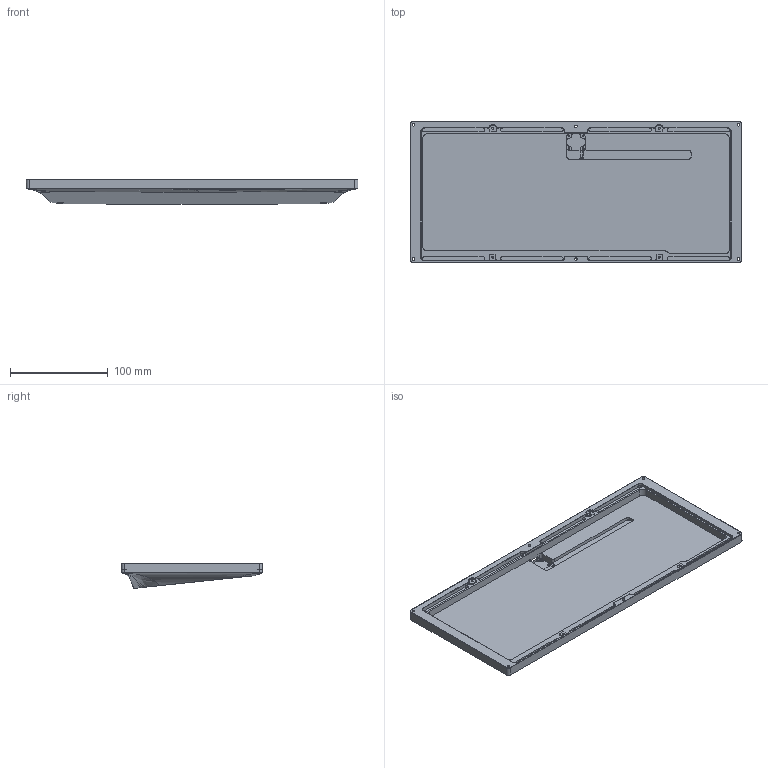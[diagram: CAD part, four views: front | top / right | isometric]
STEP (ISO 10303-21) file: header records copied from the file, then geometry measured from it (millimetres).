
FILE_DESCRIPTION(/* description */ (''),/* implementation_level */ '2;1');
FILE_NAME(/* name */ 'Manta75_Bottom_Case.step',/* time_stamp */ '2021-12-12T16:57:50+01:00',/* author */ (''),/* organization */ (''),/* preprocessor_version */ 'ST-DEVELOPER v18.1',/* originating_system */ 'Autodesk Translation Framework v10.10.0.1391',/* authorisation */ '');
FILE_SCHEMA (('AUTOMOTIVE_DESIGN { 1 0 10303 214 3 1 1 }'));
Length unit declared in the file: millimetre
Products named in the file (1): Manta75_Bottom_Case
Bounding box: 339.73 x 144.46 x 25.38 mm (x, y, z)
Volume: 409126.4 mm3; surface area: 123507.4 mm2
Topology: 1 solids, 1 shells, 286 faces, 765 edges, 486 vertices
Faces by surface type: plane 124, cylinder 120, cone 32, bspline 10
Full cylindrical faces by diameter (mm): 1.623 x4, 2.075 x4, 2.7 x6, 5 x6, 7 x4
Entity records: 10078 total; most frequent: CARTESIAN_POINT 2874, ORIENTED_EDGE 1506, DIRECTION 1494, EDGE_CURVE 753, AXIS2_PLACEMENT_3D 525, VERTEX_POINT 486, LINE 444, VECTOR 444
